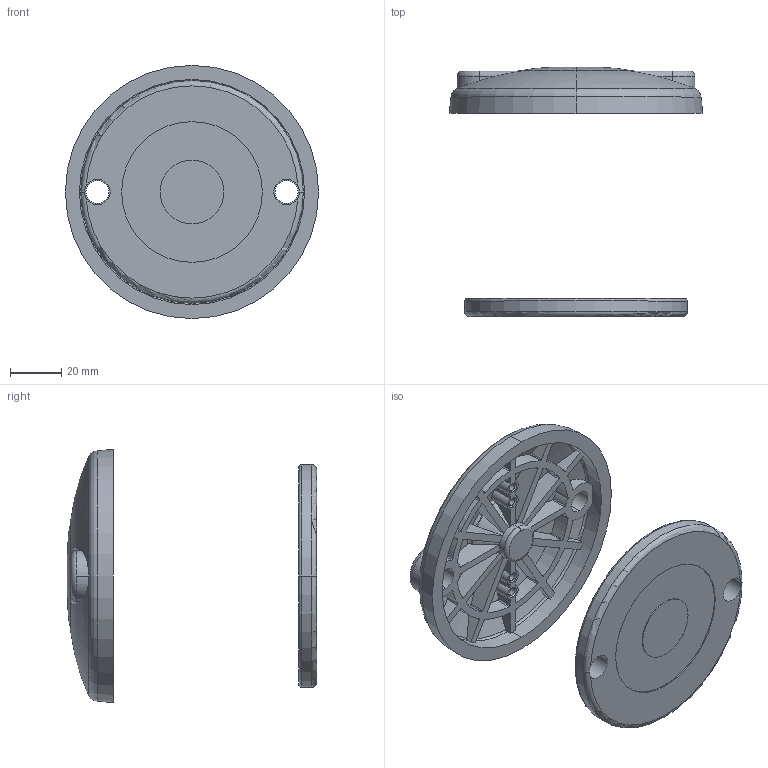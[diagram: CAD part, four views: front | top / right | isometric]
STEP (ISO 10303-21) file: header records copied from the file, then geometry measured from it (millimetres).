
FILE_DESCRIPTION (( 'STEP AP214' ), '1' );
FILE_NAME ('098D100KBG.STEP', '2014-08-11T09:33:14', ( '' ), ( '' ), 'SwSTEP 2.0', 'SolidWorks 2014', '' );
FILE_SCHEMA (( 'AUTOMOTIVE_DESIGN' ));
Length unit declared in the file: millimetre
Products named in the file (3): 098D100KBG; 098d100kbz_098 d 100 kb; 098dg100b_Standard
Assembly tree (2 placements, depth 2):
  098D100KBG
    098d100kbz_098 d 100 kb
    098dg100b_Standard
Bounding box: 99 x 97.39 x 99 mm (x, y, z)
Volume: 91472.5 mm3; surface area: 42306.5 mm2
Topology: 2 solids, 2 shells, 325 faces, 876 edges, 562 vertices
Faces by surface type: cylinder 154, plane 70, cone 56, torus 43, sphere 2
Entity records: 11489 total; most frequent: CARTESIAN_POINT 3154, ORIENTED_EDGE 1742, DIRECTION 1666, EDGE_CURVE 871, AXIS2_PLACEMENT_3D 685, VERTEX_POINT 559, CIRCLE 355, EDGE_LOOP 342
